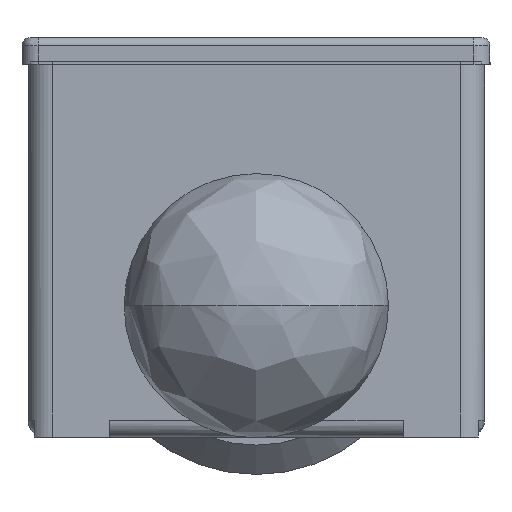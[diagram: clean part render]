
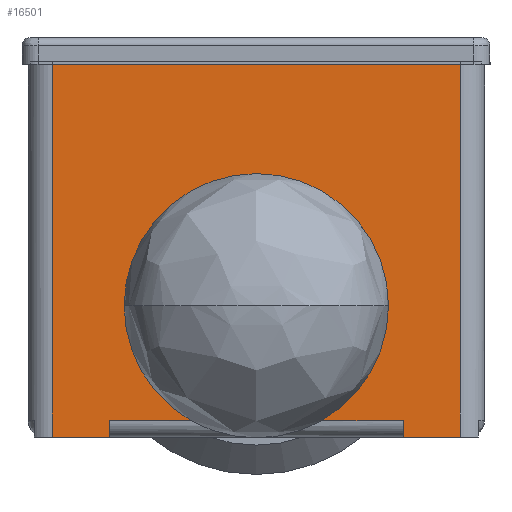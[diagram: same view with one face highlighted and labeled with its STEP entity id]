
A CAD part, left-side view. The second image highlights one B-rep face of the part: STEP entity #16501.
In plain terms, the highlighted face is planar.
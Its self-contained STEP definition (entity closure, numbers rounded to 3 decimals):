
#562=PLANE('',#17648);
#1290=CIRCLE('',#17603,20.447);
#1620=FACE_OUTER_BOUND('',#2574,.T.);
#2574=EDGE_LOOP('',(#11585,#11586,#11587,#11588,#11589,#11590,#11591,#11592,
#11593,#11594));
#3657=LINE('',#23899,#5294);
#3660=LINE('',#23977,#5297);
#3670=LINE('',#24012,#5307);
#3671=LINE('',#24015,#5308);
#3672=LINE('',#24017,#5309);
#3673=LINE('',#24019,#5310);
#3674=LINE('',#24020,#5311);
#3675=LINE('',#24022,#5312);
#3676=LINE('',#24023,#5313);
#5294=VECTOR('',#19070,1000.);
#5297=VECTOR('',#19083,1000.);
#5307=VECTOR('',#19117,1000.);
#5308=VECTOR('',#19120,1000.);
#5309=VECTOR('',#19121,10.);
#5310=VECTOR('',#19122,10.);
#5311=VECTOR('',#19123,1000.);
#5312=VECTOR('',#19124,10.);
#5313=VECTOR('',#19125,10.);
#7371=VERTEX_POINT('',#23645);
#7372=VERTEX_POINT('',#23646);
#7384=VERTEX_POINT('',#23898);
#7389=VERTEX_POINT('',#23974);
#7390=VERTEX_POINT('',#23976);
#7403=VERTEX_POINT('',#24010);
#7404=VERTEX_POINT('',#24014);
#7405=VERTEX_POINT('',#24016);
#7406=VERTEX_POINT('',#24018);
#7407=VERTEX_POINT('',#24021);
#8995=EDGE_CURVE('',#7371,#7372,#1290,.T.);
#9021=EDGE_CURVE('',#7384,#7371,#3657,.T.);
#9028=EDGE_CURVE('',#7389,#7390,#3660,.T.);
#9047=EDGE_CURVE('',#7389,#7403,#3670,.T.);
#9048=EDGE_CURVE('',#7372,#7404,#3671,.T.);
#9049=EDGE_CURVE('',#7405,#7404,#3672,.T.);
#9050=EDGE_CURVE('',#7406,#7405,#3673,.T.);
#9051=EDGE_CURVE('',#7390,#7406,#3674,.T.);
#9052=EDGE_CURVE('',#7407,#7403,#3675,.T.);
#9053=EDGE_CURVE('',#7384,#7407,#3676,.T.);
#11585=ORIENTED_EDGE('',*,*,#9021,.T.);
#11586=ORIENTED_EDGE('',*,*,#8995,.T.);
#11587=ORIENTED_EDGE('',*,*,#9048,.T.);
#11588=ORIENTED_EDGE('',*,*,#9049,.F.);
#11589=ORIENTED_EDGE('',*,*,#9050,.F.);
#11590=ORIENTED_EDGE('',*,*,#9051,.F.);
#11591=ORIENTED_EDGE('',*,*,#9028,.F.);
#11592=ORIENTED_EDGE('',*,*,#9047,.T.);
#11593=ORIENTED_EDGE('',*,*,#9052,.F.);
#11594=ORIENTED_EDGE('',*,*,#9053,.F.);
#16501=ADVANCED_FACE('',(#1620),#562,.F.);
#17603=AXIS2_PLACEMENT_3D('',#23647,#19006,#19007);
#17648=AXIS2_PLACEMENT_3D('',#24013,#19118,#19119);
#19006=DIRECTION('center_axis',(-1.,0.,0.));
#19007=DIRECTION('ref_axis',(0.,0.,1.));
#19070=DIRECTION('',(0.,1.,0.));
#19083=DIRECTION('',(0.,1.,0.));
#19117=DIRECTION('',(0.,0.,-1.));
#19118=DIRECTION('center_axis',(-1.,0.,0.));
#19119=DIRECTION('ref_axis',(0.,0.,1.));
#19120=DIRECTION('',(0.,1.,0.));
#19121=DIRECTION('',(0.,0.,1.));
#19122=DIRECTION('',(0.,-1.,0.));
#19123=DIRECTION('',(0.,0.,-1.));
#19124=DIRECTION('',(0.,-1.,0.));
#19125=DIRECTION('',(0.,0.,-1.));
#23645=CARTESIAN_POINT('',(57.658,-9.87,-26.67));
#23646=CARTESIAN_POINT('',(57.658,9.87,-26.67));
#23647=CARTESIAN_POINT('Origin',(57.658,0.,-8.763));
#23898=CARTESIAN_POINT('',(57.658,-22.908,-26.67));
#23899=CARTESIAN_POINT('',(57.658,31.75,-26.67));
#23974=CARTESIAN_POINT('',(57.658,-31.75,29.21));
#23976=CARTESIAN_POINT('',(57.658,31.75,29.21));
#23977=CARTESIAN_POINT('',(57.658,-31.75,29.21));
#24010=CARTESIAN_POINT('',(57.658,-31.75,-29.21));
#24012=CARTESIAN_POINT('',(57.658,-31.75,29.21));
#24013=CARTESIAN_POINT('Origin',(57.658,-31.75,29.21));
#24014=CARTESIAN_POINT('',(57.658,22.908,-26.67));
#24015=CARTESIAN_POINT('',(57.658,31.75,-26.67));
#24016=CARTESIAN_POINT('',(57.658,22.908,-29.21));
#24017=CARTESIAN_POINT('',(57.658,22.908,-26.035));
#24018=CARTESIAN_POINT('',(57.658,31.75,-29.21));
#24019=CARTESIAN_POINT('',(57.658,-4.421,-29.21));
#24020=CARTESIAN_POINT('',(57.658,31.75,29.21));
#24021=CARTESIAN_POINT('',(57.658,-22.908,-29.21));
#24022=CARTESIAN_POINT('',(57.658,-31.75,-29.21));
#24023=CARTESIAN_POINT('',(57.658,-22.908,-26.035));
